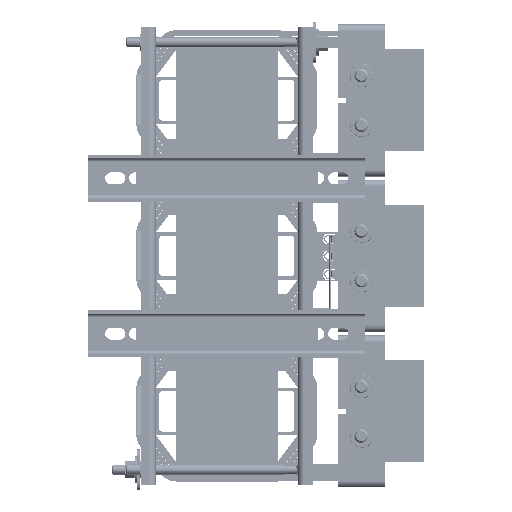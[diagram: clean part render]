
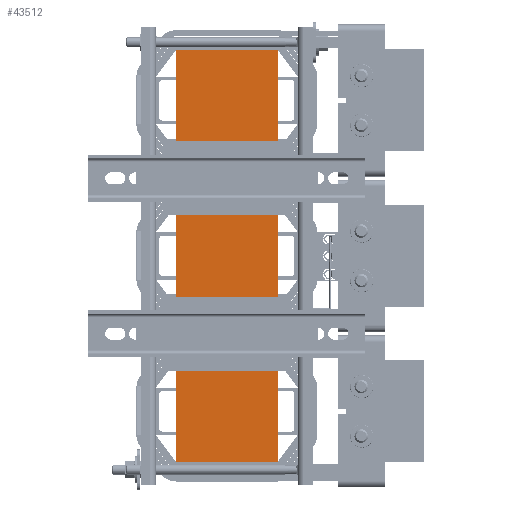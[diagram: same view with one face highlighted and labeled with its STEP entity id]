
A CAD part, front view. The second image highlights one B-rep face of the part: STEP entity #43512.
In plain terms, the highlighted planar face has unit normal (0, -1, 0).
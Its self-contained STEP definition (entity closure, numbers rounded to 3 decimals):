
#4314=FACE_OUTER_BOUND('',#6756,.T.);
#6756=EDGE_LOOP('',(#29028,#29029,#29030,#29031));
#9409=LINE('',#63514,#13758);
#9414=LINE('',#63523,#13763);
#9418=LINE('',#63531,#13767);
#9419=LINE('',#63533,#13768);
#13758=VECTOR('',#50996,0.394);
#13763=VECTOR('',#51003,0.394);
#13767=VECTOR('',#51011,0.394);
#13768=VECTOR('',#51014,0.394);
#18106=VERTEX_POINT('',#63510);
#18108=VERTEX_POINT('',#63513);
#18110=VERTEX_POINT('',#63519);
#18113=VERTEX_POINT('',#63529);
#22444=EDGE_CURVE('',#18108,#18106,#9409,.T.);
#22449=EDGE_CURVE('',#18110,#18108,#9414,.T.);
#22453=EDGE_CURVE('',#18106,#18113,#9418,.T.);
#22454=EDGE_CURVE('',#18113,#18110,#9419,.T.);
#29028=ORIENTED_EDGE('',*,*,#22454,.T.);
#29029=ORIENTED_EDGE('',*,*,#22449,.T.);
#29030=ORIENTED_EDGE('',*,*,#22444,.T.);
#29031=ORIENTED_EDGE('',*,*,#22453,.T.);
#42154=PLANE('',#46909);
#43512=ADVANCED_FACE('',(#4314),#42154,.T.);
#46909=AXIS2_PLACEMENT_3D('',#63532,#51012,#51013);
#50996=DIRECTION('',(1.,0.,0.));
#51003=DIRECTION('',(0.,0.,-1.));
#51011=DIRECTION('',(0.,0.,1.));
#51012=DIRECTION('center_axis',(0.,-1.,0.));
#51013=DIRECTION('ref_axis',(0.,0.,-1.));
#51014=DIRECTION('',(-1.,0.,0.));
#63510=CARTESIAN_POINT('',(2.648,-2.646,-7.625));
#63513=CARTESIAN_POINT('',(-1.102,-2.646,-7.625));
#63514=CARTESIAN_POINT('',(2.648,-2.646,-7.625));
#63519=CARTESIAN_POINT('',(-1.102,-2.646,7.625));
#63523=CARTESIAN_POINT('',(-1.102,-2.646,0.));
#63529=CARTESIAN_POINT('',(2.648,-2.646,7.625));
#63531=CARTESIAN_POINT('',(2.648,-2.646,0.));
#63532=CARTESIAN_POINT('Origin',(2.648,-2.646,0.));
#63533=CARTESIAN_POINT('',(2.648,-2.646,7.625));
